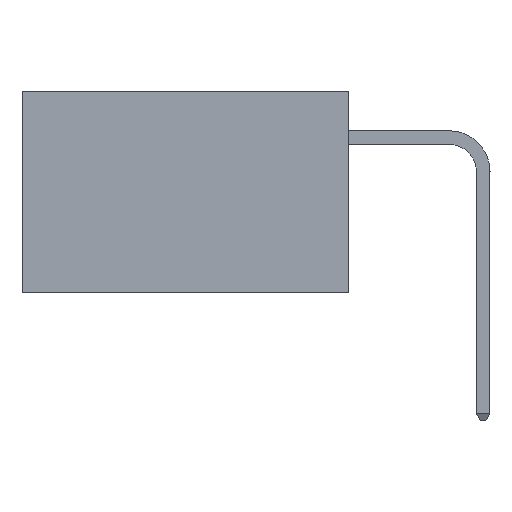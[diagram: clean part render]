
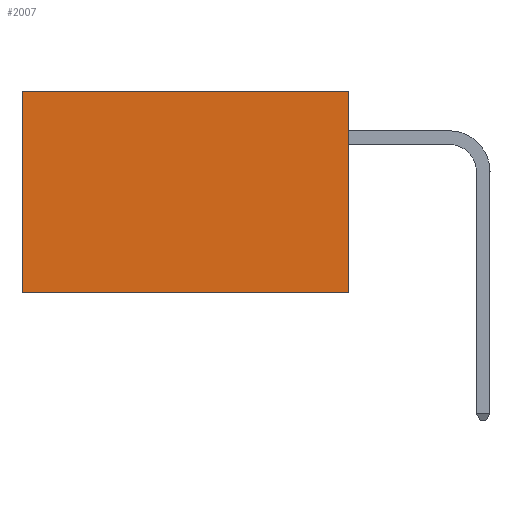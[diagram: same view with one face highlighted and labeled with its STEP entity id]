
A CAD part, left-side view. The second image highlights one B-rep face of the part: STEP entity #2007.
In plain terms, the highlighted planar face has unit normal (-1, 0, 0).
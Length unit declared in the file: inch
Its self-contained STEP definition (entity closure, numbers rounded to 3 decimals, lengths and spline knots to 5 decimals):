
#452 = CARTESIAN_POINT ( 'NONE',  ( 0.2875, 0., 0. ) ) ;
#601 = VECTOR ( 'NONE', #13444, 39.37008 ) ;
#651 = ORIENTED_EDGE ( 'NONE', *, *, #2686, .T. ) ;
#2007 = ADVANCED_FACE ( 'NONE', ( #22561 ), #21561, .F. ) ;
#2686 = EDGE_CURVE ( 'NONE', #18258, #14359, #7938, .T. ) ;
#4980 = DIRECTION ( 'NONE',  ( 0., 0., -1. ) ) ;
#5490 = LINE ( 'NONE', #452, #601 ) ;
#7363 = VECTOR ( 'NONE', #11804, 39.37008 ) ;
#7436 = DIRECTION ( 'NONE',  ( 0., 1., 0. ) ) ;
#7852 = CARTESIAN_POINT ( 'NONE',  ( 0.2875, 0.6, -0.37 ) ) ;
#7938 = LINE ( 'NONE', #19182, #7363 ) ;
#8182 = EDGE_CURVE ( 'NONE', #13656, #19804, #5490, .T. ) ;
#9478 = DIRECTION ( 'NONE',  ( 1., 0., 0. ) ) ;
#9949 = DIRECTION ( 'NONE',  ( 0., 1., 0. ) ) ;
#10807 = CARTESIAN_POINT ( 'NONE',  ( 0.2875, 0.6, 0. ) ) ;
#11387 = ORIENTED_EDGE ( 'NONE', *, *, #8182, .F. ) ;
#11581 = VECTOR ( 'NONE', #9949, 39.37008 ) ;
#11804 = DIRECTION ( 'NONE',  ( 0., 0., -1. ) ) ;
#13178 = CARTESIAN_POINT ( 'NONE',  ( 0.2875, 0., 0. ) ) ;
#13444 = DIRECTION ( 'NONE',  ( 0., 0., -1. ) ) ;
#13656 = VERTEX_POINT ( 'NONE', #13178 ) ;
#14145 = ORIENTED_EDGE ( 'NONE', *, *, #18615, .T. ) ;
#14359 = VERTEX_POINT ( 'NONE', #7852 ) ;
#14833 = CARTESIAN_POINT ( 'NONE',  ( 0.2875, 0., -0.37 ) ) ;
#15505 = CARTESIAN_POINT ( 'NONE',  ( 0.2875, 0., 0. ) ) ;
#16440 = VECTOR ( 'NONE', #7436, 39.37008 ) ;
#16784 = CARTESIAN_POINT ( 'NONE',  ( 0.2875, 0., 0. ) ) ;
#17146 = ORIENTED_EDGE ( 'NONE', *, *, #17755, .F. ) ;
#17755 = EDGE_CURVE ( 'NONE', #19804, #14359, #22549, .T. ) ;
#18258 = VERTEX_POINT ( 'NONE', #10807 ) ;
#18282 = AXIS2_PLACEMENT_3D ( 'NONE', #16784, #9478, #4980 ) ;
#18615 = EDGE_CURVE ( 'NONE', #13656, #18258, #21418, .T. ) ;
#19182 = CARTESIAN_POINT ( 'NONE',  ( 0.2875, 0.6, 0. ) ) ;
#19804 = VERTEX_POINT ( 'NONE', #22905 ) ;
#19981 = EDGE_LOOP ( 'NONE', ( #651, #17146, #11387, #14145 ) ) ;
#21418 = LINE ( 'NONE', #15505, #11581 ) ;
#21561 = PLANE ( 'NONE',  #18282 ) ;
#22549 = LINE ( 'NONE', #14833, #16440 ) ;
#22561 = FACE_OUTER_BOUND ( 'NONE', #19981, .T. ) ;
#22905 = CARTESIAN_POINT ( 'NONE',  ( 0.2875, 0., -0.37 ) ) ;
